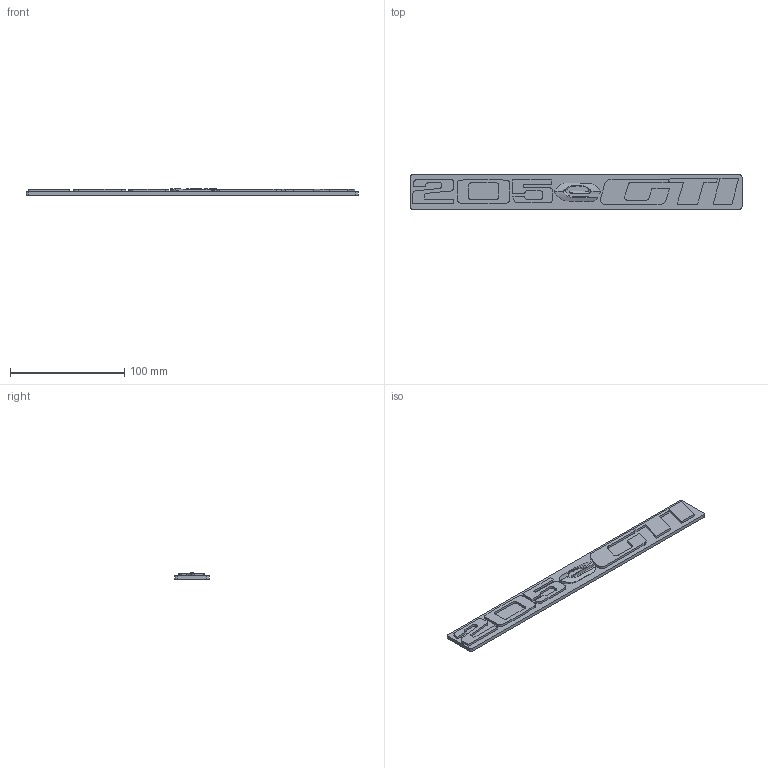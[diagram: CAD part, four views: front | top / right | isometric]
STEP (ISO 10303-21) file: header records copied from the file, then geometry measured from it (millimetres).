
FILE_DESCRIPTION( ( '' ), ' ' );
FILE_NAME( '5eaae58c8ca00015d32bd6c4.step', '2020-04-30T14:49:49', ( '' ), ( '' ), ' ', ' ', ' ' );
FILE_SCHEMA( ( 'AUTOMOTIVE_DESIGN { 1 0 10303 214 1 1 1 1 }' ) );
Length unit declared in the file: metre
Products named in the file (9): Assem1; Part 4; Part 3; Part 5; Part 8; Part 2
Assembly tree (8 placements, depth 2):
  Assem1
    Part 4
    Part 3
    Part 5
    Part 8
    Part 4
    Part 2
    Part 3
    Part 2
Bounding box: 290 x 30 x 5.61 mm (x, y, z)
Volume: 33086.1 mm3; surface area: 28806 mm2
Topology: 8 solids, 8 shells, 153 faces, 404 edges, 263 vertices
Faces by surface type: plane 79, cylinder 63, bspline 11
Entity records: 6325 total; most frequent: CARTESIAN_POINT 1398, ORIENTED_EDGE 800, DIRECTION 746, EDGE_CURVE 400, VERTEX_POINT 263, AXIS2_PLACEMENT_3D 249, LINE 248, VECTOR 248
